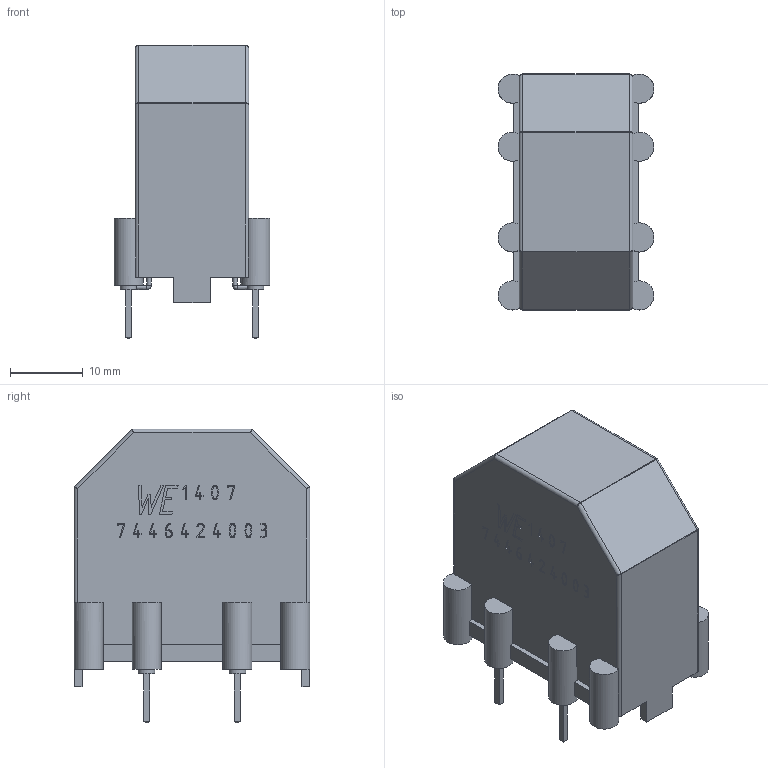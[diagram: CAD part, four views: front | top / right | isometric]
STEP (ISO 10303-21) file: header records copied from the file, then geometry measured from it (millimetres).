
FILE_DESCRIPTION(/* description */ ('Unknown','CAx-IF Rec.Pracs.---Representation and Presentation of Product Manufacturing Information (PMI)---4.0---2014-10-13','CAx-IF Rec.Pracs.---3D Tessellated Geometry---0.4---2014-09-14','2;1'),/* implementation_level */ '2;1');
FILE_NAME(/* name */ 'L_Wurth_WE-LF-TypeXV',/* time_stamp */ '2025-03-18T14:38:38+08:00',/* author */ ('Unknown'),/* organization */ ('Unknown'),/* preprocessor_version */ 'ST-DEVELOPER v16.7',/* originating_system */ 'Solid Edge',/* authorisation */ 'Unknown');
FILE_SCHEMA (('AP242_MANAGED_MODEL_BASED_3D_ENGINEERING_MIM_LF { 1 0 10303 442 1 1 4 }'));
Length unit declared in the file: metre
Products named in the file (2): L_Wurth_WE-LF-TypeXV
Assembly tree (1 placements, depth 2):
  L_Wurth_WE-LF-TypeXV
    L_Wurth_WE-LF-TypeXV
Bounding box: 21.5 x 32.5 x 40.5 mm (x, y, z)
Volume: 7539.3 mm3; surface area: 10259.1 mm2
Topology: 2 solids, 2 shells, 522 faces, 1223 edges, 729 vertices
Faces by surface type: plane 259, cylinder 136, bspline 67, torus 60
Full cylindrical faces by diameter (mm): 0.6 x98, 0.8 x4, 2.3 x4, 4 x8, 15 x1, 25 x1
Entity records: 24746 total; most frequent: CARTESIAN_POINT 10593, DIRECTION 2086, ORIENTED_EDGE 1932, EDGE_CURVE 966, EDGE_LOOP 776, FACE_BOUND 776, AXIS2_PLACEMENT_3D 727, VERTEX_POINT 708
